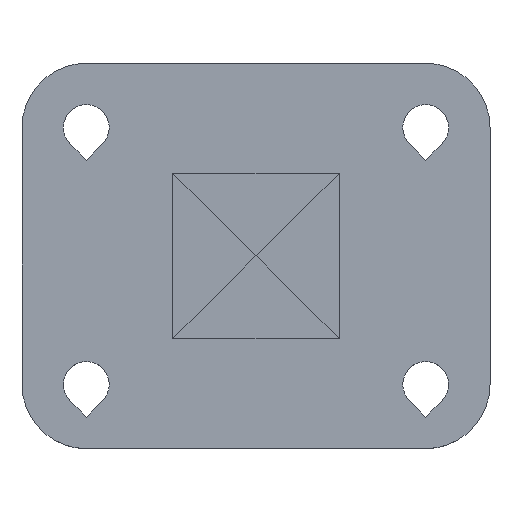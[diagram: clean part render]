
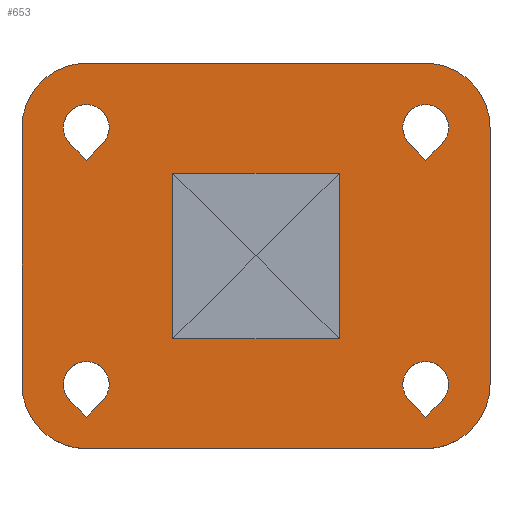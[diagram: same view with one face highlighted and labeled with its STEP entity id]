
A CAD part, top view. The second image highlights one B-rep face of the part: STEP entity #653.
In plain terms, the highlighted planar face has unit normal (0, 0, 1).
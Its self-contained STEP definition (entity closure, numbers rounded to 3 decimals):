
#23=FACE_BOUND('',#93,.T.);
#24=FACE_BOUND('',#94,.T.);
#25=FACE_BOUND('',#95,.T.);
#26=FACE_BOUND('',#96,.T.);
#27=FACE_BOUND('',#97,.T.);
#32=CIRCLE('',#705,7.);
#33=CIRCLE('',#706,7.);
#34=CIRCLE('',#707,7.);
#35=CIRCLE('',#708,7.);
#36=CIRCLE('',#709,2.5);
#37=CIRCLE('',#710,2.5);
#38=CIRCLE('',#711,2.5);
#39=CIRCLE('',#712,2.5);
#55=FACE_OUTER_BOUND('',#92,.T.);
#92=EDGE_LOOP('',(#460,#461,#462,#463,#464,#465,#466,#467));
#93=EDGE_LOOP('',(#468,#469,#470));
#94=EDGE_LOOP('',(#471,#472,#473));
#95=EDGE_LOOP('',(#474,#475,#476,#477));
#96=EDGE_LOOP('',(#478,#479,#480));
#97=EDGE_LOOP('',(#481,#482,#483));
#150=LINE('',#978,#226);
#151=LINE('',#982,#227);
#152=LINE('',#986,#228);
#153=LINE('',#989,#229);
#154=LINE('',#992,#230);
#155=LINE('',#994,#231);
#156=LINE('',#998,#232);
#157=LINE('',#1000,#233);
#158=LINE('',#1004,#234);
#159=LINE('',#1006,#235);
#160=LINE('',#1008,#236);
#161=LINE('',#1009,#237);
#162=LINE('',#1012,#238);
#163=LINE('',#1015,#239);
#164=LINE('',#1018,#240);
#165=LINE('',#1021,#241);
#226=VECTOR('',#789,37.);
#227=VECTOR('',#792,28.);
#228=VECTOR('',#795,37.);
#229=VECTOR('',#798,28.);
#230=VECTOR('',#799,2.553);
#231=VECTOR('',#800,2.553);
#232=VECTOR('',#803,2.553);
#233=VECTOR('',#804,2.553);
#234=VECTOR('',#807,15.8);
#235=VECTOR('',#808,15.9);
#236=VECTOR('',#809,15.8);
#237=VECTOR('',#810,15.9);
#238=VECTOR('',#811,2.553);
#239=VECTOR('',#814,2.553);
#240=VECTOR('',#815,2.553);
#241=VECTOR('',#818,2.553);
#295=VERTEX_POINT('',#974);
#296=VERTEX_POINT('',#975);
#297=VERTEX_POINT('',#977);
#298=VERTEX_POINT('',#979);
#299=VERTEX_POINT('',#981);
#300=VERTEX_POINT('',#983);
#301=VERTEX_POINT('',#985);
#302=VERTEX_POINT('',#987);
#303=VERTEX_POINT('',#990);
#304=VERTEX_POINT('',#991);
#305=VERTEX_POINT('',#993);
#306=VERTEX_POINT('',#996);
#307=VERTEX_POINT('',#997);
#308=VERTEX_POINT('',#999);
#309=VERTEX_POINT('',#1002);
#310=VERTEX_POINT('',#1003);
#311=VERTEX_POINT('',#1005);
#312=VERTEX_POINT('',#1007);
#313=VERTEX_POINT('',#1010);
#314=VERTEX_POINT('',#1011);
#315=VERTEX_POINT('',#1013);
#316=VERTEX_POINT('',#1016);
#317=VERTEX_POINT('',#1017);
#318=VERTEX_POINT('',#1019);
#360=EDGE_CURVE('',#295,#296,#32,.T.);
#361=EDGE_CURVE('',#295,#297,#150,.T.);
#362=EDGE_CURVE('',#297,#298,#33,.T.);
#363=EDGE_CURVE('',#298,#299,#151,.T.);
#364=EDGE_CURVE('',#300,#299,#34,.T.);
#365=EDGE_CURVE('',#301,#300,#152,.T.);
#366=EDGE_CURVE('',#301,#302,#35,.T.);
#367=EDGE_CURVE('',#296,#302,#153,.T.);
#368=EDGE_CURVE('',#303,#304,#154,.T.);
#369=EDGE_CURVE('',#304,#305,#155,.T.);
#370=EDGE_CURVE('',#305,#303,#36,.T.);
#371=EDGE_CURVE('',#306,#307,#156,.T.);
#372=EDGE_CURVE('',#307,#308,#157,.T.);
#373=EDGE_CURVE('',#306,#308,#37,.T.);
#374=EDGE_CURVE('',#309,#310,#158,.T.);
#375=EDGE_CURVE('',#311,#309,#159,.T.);
#376=EDGE_CURVE('',#311,#312,#160,.T.);
#377=EDGE_CURVE('',#312,#310,#161,.T.);
#378=EDGE_CURVE('',#313,#314,#162,.T.);
#379=EDGE_CURVE('',#315,#313,#38,.T.);
#380=EDGE_CURVE('',#314,#315,#163,.T.);
#381=EDGE_CURVE('',#316,#317,#164,.T.);
#382=EDGE_CURVE('',#316,#318,#39,.T.);
#383=EDGE_CURVE('',#317,#318,#165,.T.);
#460=ORIENTED_EDGE('',*,*,#360,.F.);
#461=ORIENTED_EDGE('',*,*,#361,.T.);
#462=ORIENTED_EDGE('',*,*,#362,.T.);
#463=ORIENTED_EDGE('',*,*,#363,.T.);
#464=ORIENTED_EDGE('',*,*,#364,.F.);
#465=ORIENTED_EDGE('',*,*,#365,.F.);
#466=ORIENTED_EDGE('',*,*,#366,.T.);
#467=ORIENTED_EDGE('',*,*,#367,.F.);
#468=ORIENTED_EDGE('',*,*,#368,.T.);
#469=ORIENTED_EDGE('',*,*,#369,.T.);
#470=ORIENTED_EDGE('',*,*,#370,.T.);
#471=ORIENTED_EDGE('',*,*,#371,.T.);
#472=ORIENTED_EDGE('',*,*,#372,.T.);
#473=ORIENTED_EDGE('',*,*,#373,.F.);
#474=ORIENTED_EDGE('',*,*,#374,.F.);
#475=ORIENTED_EDGE('',*,*,#375,.F.);
#476=ORIENTED_EDGE('',*,*,#376,.T.);
#477=ORIENTED_EDGE('',*,*,#377,.T.);
#478=ORIENTED_EDGE('',*,*,#378,.F.);
#479=ORIENTED_EDGE('',*,*,#379,.F.);
#480=ORIENTED_EDGE('',*,*,#380,.F.);
#481=ORIENTED_EDGE('',*,*,#381,.F.);
#482=ORIENTED_EDGE('',*,*,#382,.T.);
#483=ORIENTED_EDGE('',*,*,#383,.F.);
#624=PLANE('',#704);
#653=ADVANCED_FACE('',(#55,#23,#24,#25,#26,#27),#624,.T.);
#704=AXIS2_PLACEMENT_3D('',#973,#785,#786);
#705=AXIS2_PLACEMENT_3D('',#976,#787,#788);
#706=AXIS2_PLACEMENT_3D('',#980,#790,#791);
#707=AXIS2_PLACEMENT_3D('',#984,#793,#794);
#708=AXIS2_PLACEMENT_3D('',#988,#796,#797);
#709=AXIS2_PLACEMENT_3D('',#995,#801,#802);
#710=AXIS2_PLACEMENT_3D('',#1001,#805,#806);
#711=AXIS2_PLACEMENT_3D('',#1014,#812,#813);
#712=AXIS2_PLACEMENT_3D('',#1020,#816,#817);
#785=DIRECTION('center_axis',(0.,0.,1.));
#786=DIRECTION('ref_axis',(1.,0.,0.));
#787=DIRECTION('center_axis',(0.,0.,-1.));
#788=DIRECTION('ref_axis',(-1.,0.,0.));
#789=DIRECTION('',(-1.,0.,0.));
#790=DIRECTION('center_axis',(0.,0.,1.));
#791=DIRECTION('ref_axis',(1.,0.,0.));
#792=DIRECTION('',(0.,-1.,0.));
#793=DIRECTION('center_axis',(0.,0.,-1.));
#794=DIRECTION('ref_axis',(1.,0.,0.));
#795=DIRECTION('',(-1.,0.,0.));
#796=DIRECTION('center_axis',(0.,0.,1.));
#797=DIRECTION('ref_axis',(-1.,0.,0.));
#798=DIRECTION('',(0.,-1.,0.));
#799=DIRECTION('',(-0.7,-0.714,0.));
#800=DIRECTION('',(-0.7,0.714,0.));
#801=DIRECTION('center_axis',(0.,0.,-1.));
#802=DIRECTION('ref_axis',(1.,0.,0.));
#803=DIRECTION('',(-0.7,-0.714,0.));
#804=DIRECTION('',(-0.7,0.714,0.));
#805=DIRECTION('center_axis',(0.,0.,1.));
#806=DIRECTION('ref_axis',(1.,0.,0.));
#807=DIRECTION('',(0.,-1.,0.));
#808=DIRECTION('',(-1.,0.,0.));
#809=DIRECTION('',(0.,-1.,0.));
#810=DIRECTION('',(-1.,0.,0.));
#811=DIRECTION('',(0.7,-0.714,0.));
#812=DIRECTION('center_axis',(0.,0.,1.));
#813=DIRECTION('ref_axis',(-1.,0.,0.));
#814=DIRECTION('',(0.7,0.714,0.));
#815=DIRECTION('',(0.7,-0.714,0.));
#816=DIRECTION('center_axis',(0.,0.,-1.));
#817=DIRECTION('ref_axis',(-1.,0.,0.));
#818=DIRECTION('',(0.7,0.714,0.));
#973=CARTESIAN_POINT('Origin',(-18.5,14.,4.));
#974=CARTESIAN_POINT('',(18.5,21.,4.));
#975=CARTESIAN_POINT('',(25.5,14.,4.));
#976=CARTESIAN_POINT('Origin',(18.5,14.,4.));
#977=CARTESIAN_POINT('',(-18.5,21.,4.));
#978=CARTESIAN_POINT('',(18.5,21.,4.));
#979=CARTESIAN_POINT('',(-25.5,14.,4.));
#980=CARTESIAN_POINT('Origin',(-18.5,14.,4.));
#981=CARTESIAN_POINT('',(-25.5,-14.,4.));
#982=CARTESIAN_POINT('',(-25.5,14.,4.));
#983=CARTESIAN_POINT('',(-18.5,-21.,4.));
#984=CARTESIAN_POINT('Origin',(-18.5,-14.,4.));
#985=CARTESIAN_POINT('',(18.5,-21.,4.));
#986=CARTESIAN_POINT('',(18.5,-21.,4.));
#987=CARTESIAN_POINT('',(25.5,-14.,4.));
#988=CARTESIAN_POINT('Origin',(18.5,-14.,4.));
#989=CARTESIAN_POINT('',(25.5,14.,4.));
#990=CARTESIAN_POINT('',(-16.714,-15.749,4.));
#991=CARTESIAN_POINT('',(-18.5,-17.573,4.));
#992=CARTESIAN_POINT('',(-16.714,-15.749,4.));
#993=CARTESIAN_POINT('',(-20.286,-15.749,4.));
#994=CARTESIAN_POINT('',(-18.5,-17.573,4.));
#995=CARTESIAN_POINT('Origin',(-18.5,-14.,4.));
#996=CARTESIAN_POINT('',(-16.714,12.251,4.));
#997=CARTESIAN_POINT('',(-18.5,10.427,4.));
#998=CARTESIAN_POINT('',(-16.714,12.251,4.));
#999=CARTESIAN_POINT('',(-20.286,12.251,4.));
#1000=CARTESIAN_POINT('',(-18.5,10.427,4.));
#1001=CARTESIAN_POINT('Origin',(-18.5,14.,4.));
#1002=CARTESIAN_POINT('',(-7.95,7.9,4.));
#1003=CARTESIAN_POINT('',(-7.95,-7.9,4.));
#1004=CARTESIAN_POINT('',(-7.95,7.9,4.));
#1005=CARTESIAN_POINT('',(7.95,7.9,4.));
#1006=CARTESIAN_POINT('',(7.95,7.9,4.));
#1007=CARTESIAN_POINT('',(7.95,-7.9,4.));
#1008=CARTESIAN_POINT('',(7.95,7.9,4.));
#1009=CARTESIAN_POINT('',(7.95,-7.9,4.));
#1010=CARTESIAN_POINT('',(16.714,-15.749,4.));
#1011=CARTESIAN_POINT('',(18.5,-17.573,4.));
#1012=CARTESIAN_POINT('',(16.714,-15.749,4.));
#1013=CARTESIAN_POINT('',(20.286,-15.749,4.));
#1014=CARTESIAN_POINT('Origin',(18.5,-14.,4.));
#1015=CARTESIAN_POINT('',(18.5,-17.573,4.));
#1016=CARTESIAN_POINT('',(16.714,12.251,4.));
#1017=CARTESIAN_POINT('',(18.5,10.427,4.));
#1018=CARTESIAN_POINT('',(16.714,12.251,4.));
#1019=CARTESIAN_POINT('',(20.286,12.251,4.));
#1020=CARTESIAN_POINT('Origin',(18.5,14.,4.));
#1021=CARTESIAN_POINT('',(18.5,10.427,4.));
